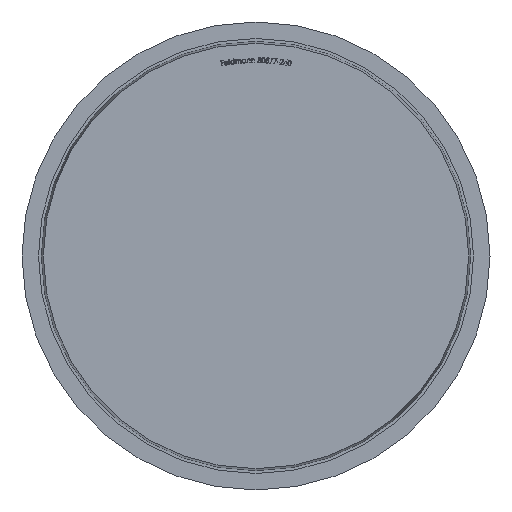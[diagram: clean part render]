
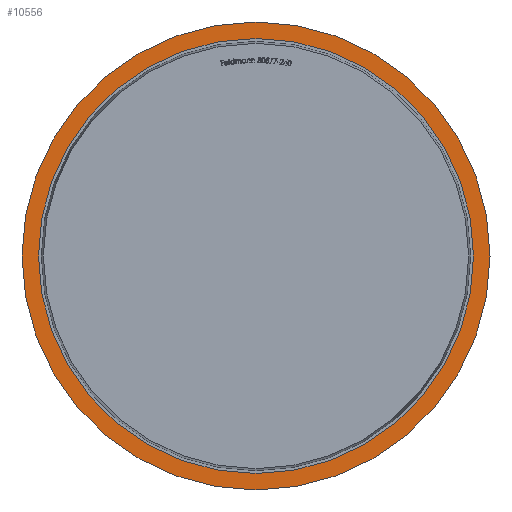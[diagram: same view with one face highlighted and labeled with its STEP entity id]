
A CAD part, front view. The second image highlights one B-rep face of the part: STEP entity #10556.
In plain terms, the highlighted planar face has unit normal (0, -1, 0).
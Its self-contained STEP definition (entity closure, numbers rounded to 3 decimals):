
#975 = AXIS2_PLACEMENT_3D ( 'NONE', #2686, #3559, #3595 ) ;
#1000 = CARTESIAN_POINT ( 'NONE',  ( 0., 4.5, -22.15 ) ) ;
#1640 = DIRECTION ( 'NONE',  ( 0., 1., 0. ) ) ;
#1813 = CARTESIAN_POINT ( 'NONE',  ( 0., 4.5, 0. ) ) ;
#2630 = EDGE_CURVE ( 'NONE', #8995, #4691, #4796, .T. ) ;
#2686 = CARTESIAN_POINT ( 'NONE',  ( 0., 4.5, 0. ) ) ;
#3089 = DIRECTION ( 'NONE',  ( 0., 0., -1. ) ) ;
#3228 = CARTESIAN_POINT ( 'NONE',  ( 0., 4.5, 0. ) ) ;
#3439 = CIRCLE ( 'NONE', #8609, 24.15 ) ;
#3559 = DIRECTION ( 'NONE',  ( 0., 1., 0. ) ) ;
#3569 = CARTESIAN_POINT ( 'NONE',  ( 0., 4.5, 0. ) ) ;
#3595 = DIRECTION ( 'NONE',  ( 0., 0., 1. ) ) ;
#4105 = ORIENTED_EDGE ( 'NONE', *, *, #4430, .F. ) ;
#4193 = DIRECTION ( 'NONE',  ( 0., 1., 0. ) ) ;
#4430 = EDGE_CURVE ( 'NONE', #7794, #7861, #7184, .T. ) ;
#4677 = CARTESIAN_POINT ( 'NONE',  ( 0., 4.5, 24.15 ) ) ;
#4691 = VERTEX_POINT ( 'NONE', #1000 ) ;
#4796 = CIRCLE ( 'NONE', #975, 22.15 ) ;
#5208 = EDGE_CURVE ( 'NONE', #4691, #8995, #11617, .T. ) ;
#6118 = CARTESIAN_POINT ( 'NONE',  ( 0., 4.5, -24.15 ) ) ;
#6148 = CARTESIAN_POINT ( 'NONE',  ( 0., 4.5, 0. ) ) ;
#6454 = DIRECTION ( 'NONE',  ( 0., 0., 1. ) ) ;
#6484 = DIRECTION ( 'NONE',  ( 0., 0., 1. ) ) ;
#6981 = PLANE ( 'NONE',  #10455 ) ;
#7184 = CIRCLE ( 'NONE', #12441, 24.15 ) ;
#7794 = VERTEX_POINT ( 'NONE', #4677 ) ;
#7861 = VERTEX_POINT ( 'NONE', #6118 ) ;
#7981 = DIRECTION ( 'NONE',  ( 0., 0., 1. ) ) ;
#8075 = FACE_OUTER_BOUND ( 'NONE', #8835, .T. ) ;
#8609 = AXIS2_PLACEMENT_3D ( 'NONE', #6148, #4193, #7981 ) ;
#8835 = EDGE_LOOP ( 'NONE', ( #4105, #9256 ) ) ;
#8995 = VERTEX_POINT ( 'NONE', #12102 ) ;
#9256 = ORIENTED_EDGE ( 'NONE', *, *, #9340, .F. ) ;
#9340 = EDGE_CURVE ( 'NONE', #7861, #7794, #3439, .T. ) ;
#9399 = ORIENTED_EDGE ( 'NONE', *, *, #5208, .T. ) ;
#9587 = FACE_BOUND ( 'NONE', #11332, .T. ) ;
#9903 = DIRECTION ( 'NONE',  ( 0., -1., 0. ) ) ;
#10401 = AXIS2_PLACEMENT_3D ( 'NONE', #3569, #1640, #6454 ) ;
#10455 = AXIS2_PLACEMENT_3D ( 'NONE', #3228, #9903, #3089 ) ;
#10556 = ADVANCED_FACE ( 'NONE', ( #9587, #8075 ), #6981, .T. ) ;
#11332 = EDGE_LOOP ( 'NONE', ( #9399, #12142 ) ) ;
#11515 = DIRECTION ( 'NONE',  ( 0., 1., 0. ) ) ;
#11617 = CIRCLE ( 'NONE', #10401, 22.15 ) ;
#12102 = CARTESIAN_POINT ( 'NONE',  ( 0., 4.5, 22.15 ) ) ;
#12142 = ORIENTED_EDGE ( 'NONE', *, *, #2630, .T. ) ;
#12441 = AXIS2_PLACEMENT_3D ( 'NONE', #1813, #11515, #6484 ) ;
